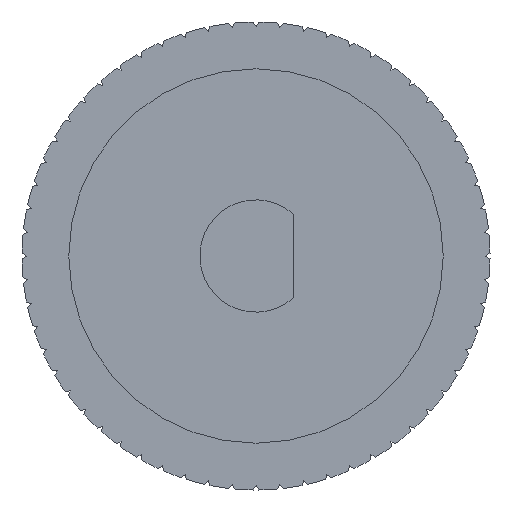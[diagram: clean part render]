
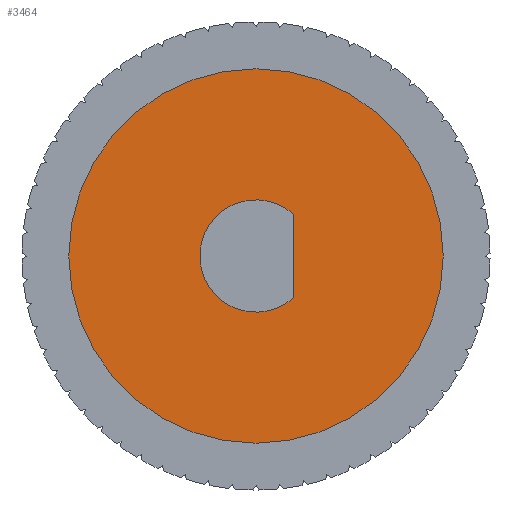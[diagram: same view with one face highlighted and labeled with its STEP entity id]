
A CAD part, front view. The second image highlights one B-rep face of the part: STEP entity #3464.
In plain terms, the highlighted planar face has unit normal (0, -1, 0).
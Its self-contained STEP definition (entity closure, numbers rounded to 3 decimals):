
#136=FACE_BOUND('',#518,.T.);
#138=CIRCLE('',#3664,3.);
#141=CIRCLE('',#3669,10.);
#329=FACE_OUTER_BOUND('',#517,.T.);
#517=EDGE_LOOP('',(#2247));
#518=EDGE_LOOP('',(#2248,#2249));
#703=LINE('',#4913,#1009);
#1009=VECTOR('',#3979,10.);
#1315=VERTEX_POINT('',#4911);
#1316=VERTEX_POINT('',#4912);
#1320=VERTEX_POINT('',#4926);
#1682=EDGE_CURVE('',#1315,#1316,#703,.T.);
#1686=EDGE_CURVE('',#1316,#1315,#138,.T.);
#1690=EDGE_CURVE('',#1320,#1320,#141,.T.);
#2247=ORIENTED_EDGE('',*,*,#1690,.F.);
#2248=ORIENTED_EDGE('',*,*,#1686,.T.);
#2249=ORIENTED_EDGE('',*,*,#1682,.T.);
#3337=PLANE('',#3670);
#3464=ADVANCED_FACE('',(#329,#136),#3337,.F.);
#3664=AXIS2_PLACEMENT_3D('',#4920,#3985,#3986);
#3669=AXIS2_PLACEMENT_3D('',#4928,#3996,#3997);
#3670=AXIS2_PLACEMENT_3D('',#4929,#3998,#3999);
#3979=DIRECTION('',(0.,0.,-1.));
#3985=DIRECTION('center_axis',(0.,1.,0.));
#3986=DIRECTION('ref_axis',(1.,0.,0.));
#3996=DIRECTION('center_axis',(0.,1.,0.));
#3997=DIRECTION('ref_axis',(1.,0.,0.));
#3998=DIRECTION('center_axis',(0.,1.,0.));
#3999=DIRECTION('ref_axis',(1.,0.,0.));
#4911=CARTESIAN_POINT('',(2.,3.,2.236));
#4912=CARTESIAN_POINT('',(2.,3.,-2.236));
#4913=CARTESIAN_POINT('',(2.,3.,1.118));
#4920=CARTESIAN_POINT('Origin',(0.,3.,0.));
#4926=CARTESIAN_POINT('',(-10.,3.,0.));
#4928=CARTESIAN_POINT('Origin',(0.,3.,0.));
#4929=CARTESIAN_POINT('Origin',(0.,3.,0.));
